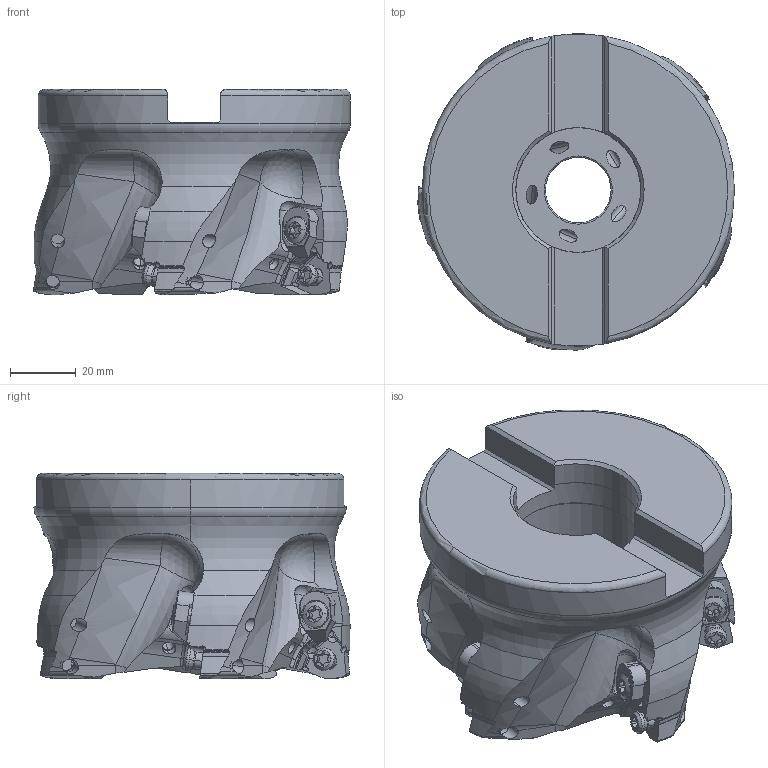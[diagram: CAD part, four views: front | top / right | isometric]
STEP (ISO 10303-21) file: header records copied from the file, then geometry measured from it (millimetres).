
FILE_DESCRIPTION(/* description */ (''),/* implementation_level */ '2;1');
FILE_NAME(/* name */ 'AJXU14R0405E.stp',/* time_stamp */ '2021-09-08T11:48:52+09:00',/* author */ (''),/* organization */ (''),/* preprocessor_version */ 'ST-DEVELOPER v16',/* originating_system */ 'SIEMENS PLM Software NX 10.0',/* authorisation */ '');
FILE_SCHEMA (('AUTOMOTIVE_DESIGN { 1 0 10303 214 3 1 1 1 }'));
Length unit declared in the file: millimetre
Products named in the file (1): AJXU14R0405E_ASM
Bounding box: 96.64 x 96.42 x 62.66 mm (x, y, z)
Volume: 278140.4 mm3; surface area: 49501.5 mm2
Topology: 21 solids, 21 shells, 1112 faces, 3083 edges, 2066 vertices
Faces by surface type: cylinder 527, plane 326, cone 135, torus 74, sphere 30, bspline 20
Entity records: 43584 total; most frequent: CARTESIAN_POINT 14292, DIRECTION 6130, ORIENTED_EDGE 6076, EDGE_CURVE 3038, AXIS2_PLACEMENT_3D 2510, VERTEX_POINT 1994, CIRCLE 1244, EDGE_LOOP 1190
